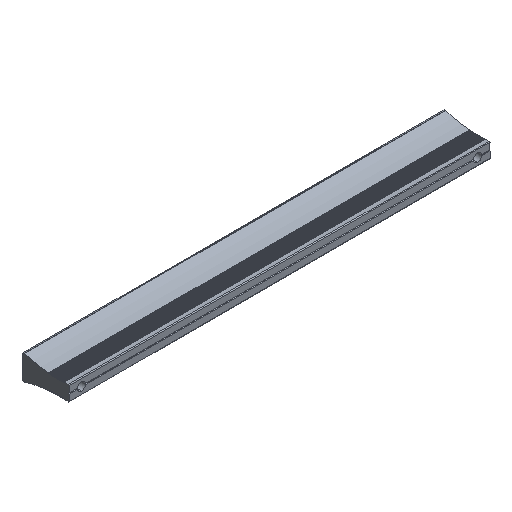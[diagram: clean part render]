
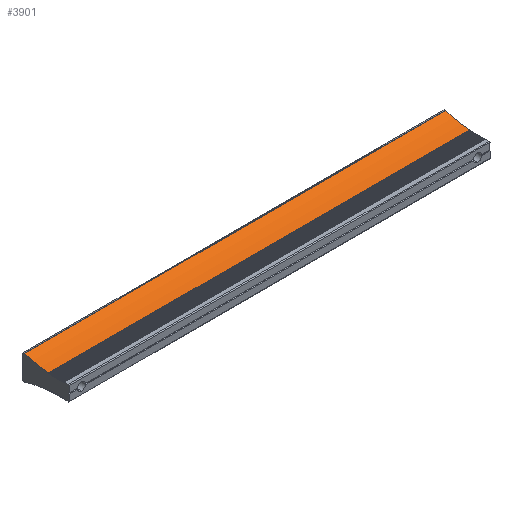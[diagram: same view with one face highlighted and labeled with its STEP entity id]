
A CAD part, isometric view. The second image highlights one B-rep face of the part: STEP entity #3901.
In plain terms, the highlighted cylindrical face has radius 46.174 mm (diameter 92.348 mm), a partial arc.
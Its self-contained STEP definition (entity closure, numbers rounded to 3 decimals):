
#66 = EDGE_CURVE ( 'NONE', #558, #2360, #632, .T. ) ;
#71 = EDGE_CURVE ( 'NONE', #558, #3845, #3952, .T. ) ;
#107 = CARTESIAN_POINT ( 'NONE',  ( -85., 8.245, 3.093 ) ) ;
#321 = EDGE_LOOP ( 'NONE', ( #3132, #1885, #1925, #667 ) ) ;
#323 = DIRECTION ( 'NONE',  ( 1., 0., 0. ) ) ;
#359 = CYLINDRICAL_SURFACE ( 'NONE', #2505, 46.174 ) ;
#433 = EDGE_CURVE ( 'NONE', #2360, #1473, #3087, .T. ) ;
#536 = CARTESIAN_POINT ( 'NONE',  ( 85., 17.961, 4.99 ) ) ;
#558 = VERTEX_POINT ( 'NONE', #3323 ) ;
#571 = CIRCLE ( 'NONE', #777, 46.174 ) ;
#632 = CIRCLE ( 'NONE', #1982, 46.174 ) ;
#650 = DIRECTION ( 'NONE',  ( 0., 0., -1. ) ) ;
#667 = ORIENTED_EDGE ( 'NONE', *, *, #433, .T. ) ;
#777 = AXIS2_PLACEMENT_3D ( 'NONE', #2881, #323, #650 ) ;
#1473 = VERTEX_POINT ( 'NONE', #3480 ) ;
#1885 = ORIENTED_EDGE ( 'NONE', *, *, #71, .F. ) ;
#1925 = ORIENTED_EDGE ( 'NONE', *, *, #66, .T. ) ;
#1967 = CARTESIAN_POINT ( 'NONE',  ( 85., 8.245, 3.093 ) ) ;
#1982 = AXIS2_PLACEMENT_3D ( 'NONE', #1985, #2299, #3563 ) ;
#1985 = CARTESIAN_POINT ( 'NONE',  ( 85., 4.31, 49.099 ) ) ;
#2284 = CARTESIAN_POINT ( 'NONE',  ( 85., 17.961, 4.99 ) ) ;
#2299 = DIRECTION ( 'NONE',  ( 1., 0., 0. ) ) ;
#2346 = DIRECTION ( 'NONE',  ( -1., 0., 0. ) ) ;
#2360 = VERTEX_POINT ( 'NONE', #2284 ) ;
#2505 = AXIS2_PLACEMENT_3D ( 'NONE', #3907, #3005, #2620 ) ;
#2620 = DIRECTION ( 'NONE',  ( 0., 0., 1. ) ) ;
#2881 = CARTESIAN_POINT ( 'NONE',  ( -85., 4.31, 49.099 ) ) ;
#2903 = DIRECTION ( 'NONE',  ( -1., 0., 0. ) ) ;
#3005 = DIRECTION ( 'NONE',  ( -1., 0., 0. ) ) ;
#3087 = LINE ( 'NONE', #536, #3297 ) ;
#3132 = ORIENTED_EDGE ( 'NONE', *, *, #3264, .F. ) ;
#3252 = FACE_OUTER_BOUND ( 'NONE', #321, .T. ) ;
#3263 = VECTOR ( 'NONE', #2346, 1000. ) ;
#3264 = EDGE_CURVE ( 'NONE', #3845, #1473, #571, .T. ) ;
#3297 = VECTOR ( 'NONE', #2903, 1000. ) ;
#3323 = CARTESIAN_POINT ( 'NONE',  ( 85., 8.245, 3.093 ) ) ;
#3480 = CARTESIAN_POINT ( 'NONE',  ( -85., 17.961, 4.99 ) ) ;
#3563 = DIRECTION ( 'NONE',  ( 0., 0., -1. ) ) ;
#3845 = VERTEX_POINT ( 'NONE', #107 ) ;
#3901 = ADVANCED_FACE ( 'NONE', ( #3252 ), #359, .F. ) ;
#3907 = CARTESIAN_POINT ( 'NONE',  ( 85., 4.31, 49.099 ) ) ;
#3952 = LINE ( 'NONE', #1967, #3263 ) ;
